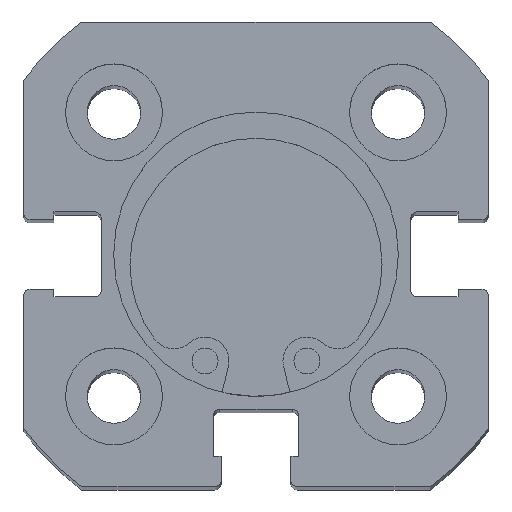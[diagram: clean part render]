
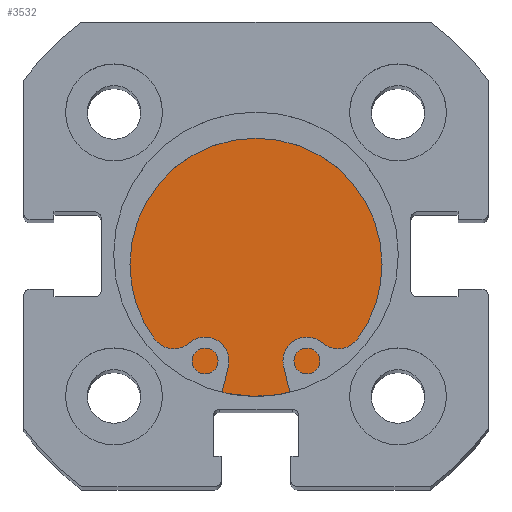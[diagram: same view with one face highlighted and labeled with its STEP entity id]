
A CAD part, top view. The second image highlights one B-rep face of the part: STEP entity #3532.
In plain terms, the highlighted face is planar.
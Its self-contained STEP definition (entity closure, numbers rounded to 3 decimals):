
#2 = VERTEX_POINT ( 'NONE', #2471 ) ;
#18 = VERTEX_POINT ( 'NONE', #5097 ) ;
#948 = CARTESIAN_POINT ( 'NONE',  ( 6., 11., 0. ) ) ;
#949 = PLANE ( 'NONE',  #5492 ) ;
#951 = DIRECTION ( 'NONE',  ( -1., 0., 0. ) ) ;
#952 = DIRECTION ( 'NONE',  ( 0., 0., 1. ) ) ;
#1416 = CARTESIAN_POINT ( 'NONE',  ( 6., 0., 0. ) ) ;
#1417 = DIRECTION ( 'NONE',  ( -1., 0., 0. ) ) ;
#1418 = DIRECTION ( 'NONE',  ( 0., 0., 1. ) ) ;
#1566 = CARTESIAN_POINT ( 'NONE',  ( 6., 0., 0. ) ) ;
#1568 = DIRECTION ( 'NONE',  ( -1., 0., 0. ) ) ;
#1569 = DIRECTION ( 'NONE',  ( 0., 0., 1. ) ) ;
#2471 = CARTESIAN_POINT ( 'NONE',  ( 6., 0., 11. ) ) ;
#3434 = ORIENTED_EDGE ( 'NONE', *, *, #4971, .F. ) ;
#3471 = ORIENTED_EDGE ( 'NONE', *, *, #5029, .F. ) ;
#3532 = ADVANCED_FACE ( 'NONE', ( #3913 ), #949, .F. ) ;
#3913 = FACE_OUTER_BOUND ( 'NONE', #4760, .T. ) ;
#4170 = CIRCLE ( 'NONE', #5624, 11. ) ;
#4250 = CIRCLE ( 'NONE', #5661, 11. ) ;
#4760 = EDGE_LOOP ( 'NONE', ( #3434, #3471 ) ) ;
#4971 = EDGE_CURVE ( 'NONE', #2, #18, #4170, .T. ) ;
#5029 = EDGE_CURVE ( 'NONE', #18, #2, #4250, .T. ) ;
#5097 = CARTESIAN_POINT ( 'NONE',  ( 6., 0., -11. ) ) ;
#5492 = AXIS2_PLACEMENT_3D ( 'NONE', #948, #951, #952 ) ;
#5624 = AXIS2_PLACEMENT_3D ( 'NONE', #1416, #1417, #1418 ) ;
#5661 = AXIS2_PLACEMENT_3D ( 'NONE', #1566, #1568, #1569 ) ;
